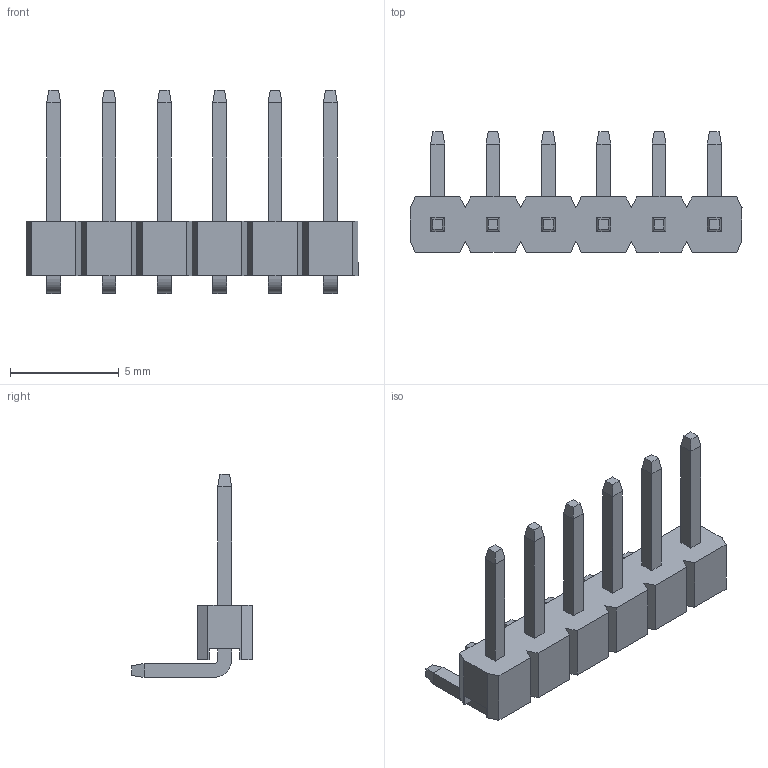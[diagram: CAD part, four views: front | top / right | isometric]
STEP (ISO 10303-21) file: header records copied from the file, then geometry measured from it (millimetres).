
FILE_DESCRIPTION (( 'STEP AP214' ), '1' );
FILE_NAME ('FPH25460-S06B1014190707B-REF.STEP', '2025-12-02T00:53:01', ( '' ), ( '' ), 'SwSTEP 2.0', 'SolidWorks 2021', '' );
FILE_SCHEMA (( 'AUTOMOTIVE_DESIGN' ));
Length unit declared in the file: millimetre
Products named in the file (1): FPH25460-S06B1014190707B-REF
Bounding box: 15.24 x 5.54 x 9.32 mm (x, y, z)
Volume: 108.7 mm3; surface area: 355.4 mm2
Topology: 1 solids, 1 shells, 180 faces, 442 edges, 276 vertices
Faces by surface type: plane 168, cylinder 12
Entity records: 5176 total; most frequent: CARTESIAN_POINT 899, ORIENTED_EDGE 884, DIRECTION 828, EDGE_CURVE 442, LINE 418, VECTOR 418, VERTEX_POINT 276, AXIS2_PLACEMENT_3D 205
